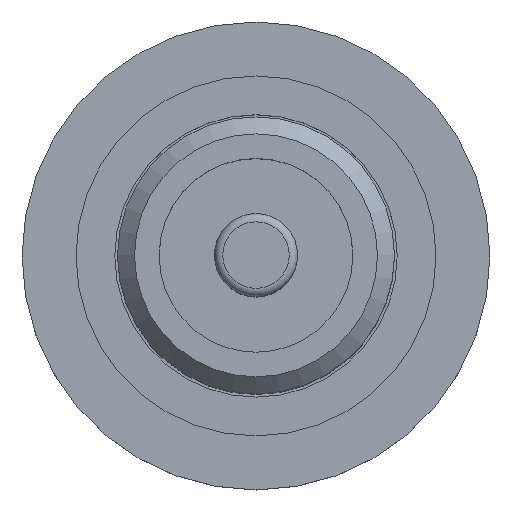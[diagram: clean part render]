
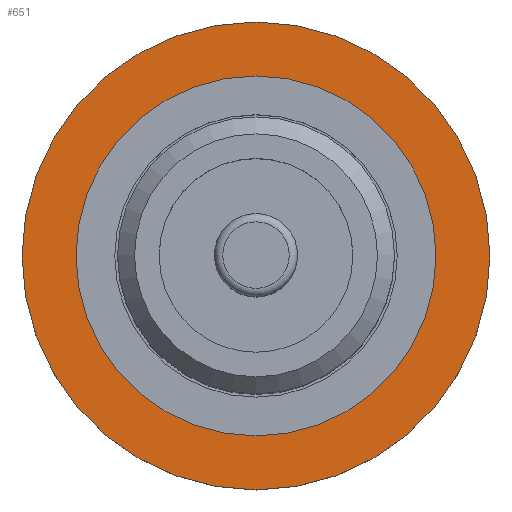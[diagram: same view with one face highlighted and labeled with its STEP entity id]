
A CAD part, top view. The second image highlights one B-rep face of the part: STEP entity #651.
In plain terms, the highlighted planar face has unit normal (0, 0, 1).
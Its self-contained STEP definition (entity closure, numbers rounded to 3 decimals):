
#97=CIRCLE('',#771,8.45);
#98=CIRCLE('',#773,6.5);
#189=ORIENTED_EDGE('',*,*,#290,.T.);
#190=ORIENTED_EDGE('',*,*,#289,.F.);
#289=EDGE_CURVE('',#353,#353,#97,.T.);
#290=EDGE_CURVE('',#354,#354,#98,.T.);
#353=VERTEX_POINT('',#1112);
#354=VERTEX_POINT('',#1115);
#477=EDGE_LOOP('',(#189));
#478=EDGE_LOOP('',(#190));
#561=FACE_BOUND('',#477,.T.);
#562=FACE_BOUND('',#478,.T.);
#610=PLANE('',#772);
#651=ADVANCED_FACE('',(#561,#562),#610,.T.);
#771=AXIS2_PLACEMENT_3D('',#1111,#931,#932);
#772=AXIS2_PLACEMENT_3D('',#1113,#933,#934);
#773=AXIS2_PLACEMENT_3D('',#1114,#935,#936);
#931=DIRECTION('',(0.,0.,-1.));
#932=DIRECTION('',(-1.,0.,0.));
#933=DIRECTION('',(0.,0.,1.));
#934=DIRECTION('',(1.,0.,0.));
#935=DIRECTION('',(0.,0.,-1.));
#936=DIRECTION('',(-1.,0.,0.));
#1111=CARTESIAN_POINT('',(0.,0.,-0.5));
#1112=CARTESIAN_POINT('',(-8.45,0.,-0.5));
#1113=CARTESIAN_POINT('',(0.,8.45,-0.5));
#1114=CARTESIAN_POINT('',(0.,0.,-0.5));
#1115=CARTESIAN_POINT('',(-6.5,0.,-0.5));
